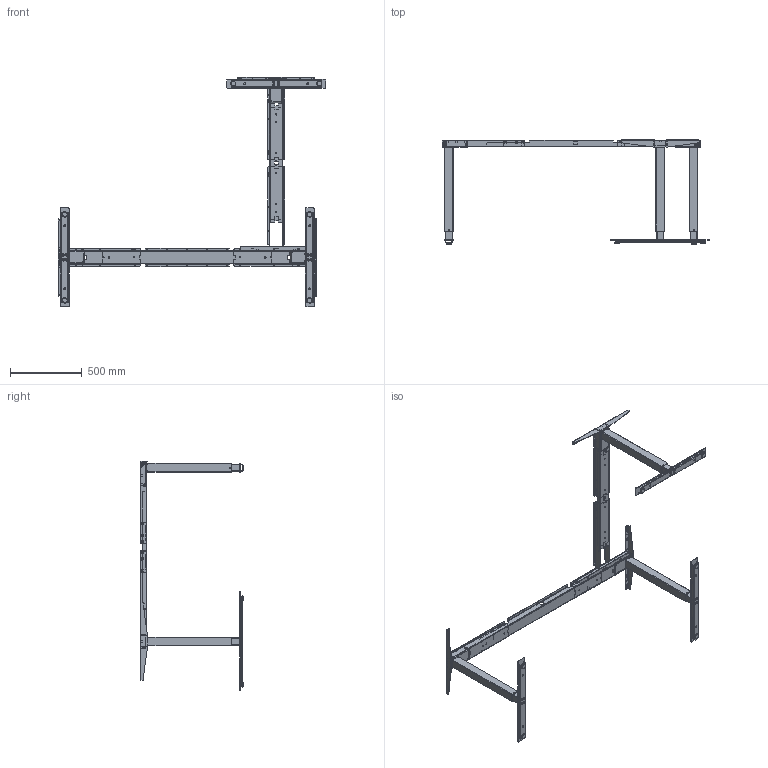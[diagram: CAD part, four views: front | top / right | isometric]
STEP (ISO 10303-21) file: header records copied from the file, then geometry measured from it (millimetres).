
FILE_DESCRIPTION (( 'STEP AP203' ), '1' );
FILE_NAME ('QU32AAxxxxxxx_Fl174_Fl115.STEP', '2017-12-08T11:15:45', ( '' ), ( '' ), 'SwSTEP 2.0', 'SolidWorks 2015', '' );
FILE_SCHEMA (( 'CONFIG_CONTROL_DESIGN' ));
Length unit declared in the file: millimetre
Products named in the file (1): QU32AAxxxxxxx_Fl174_Fl115
Bounding box: 1866 x 724.3 x 1602.88 mm (x, y, z)
Surface area: 2987712.6 mm2 (no closed solid volume)
Topology: 0 solids, 267 shells, 2054 faces, 10651 edges, 8560 vertices
Faces by surface type: plane 1040, cylinder 725, torus 95, cone 86, bspline 57, sphere 51
Entity records: 106809 total; most frequent: CARTESIAN_POINT 26880, DIRECTION 16430, ORIENTED_EDGE 13957, EDGE_CURVE 10638, VERTEX_POINT 8560, LINE 6422, VECTOR 6422, AXIS2_PLACEMENT_3D 5004
